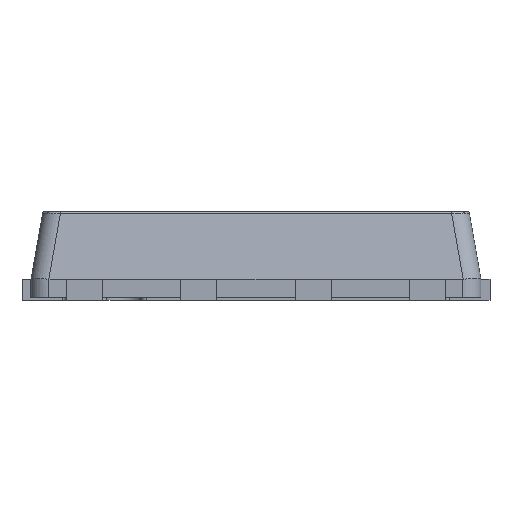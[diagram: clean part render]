
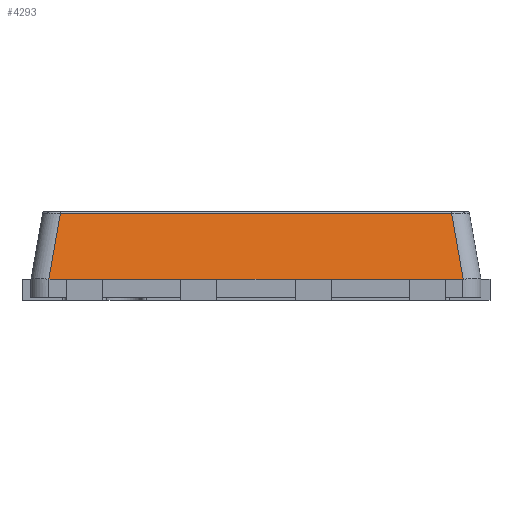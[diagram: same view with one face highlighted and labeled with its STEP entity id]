
A CAD part, front view. The second image highlights one B-rep face of the part: STEP entity #4293.
In plain terms, the highlighted planar face has unit normal (0, -0.985, 0.174).
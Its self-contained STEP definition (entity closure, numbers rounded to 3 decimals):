
#96=ELLIPSE('',#4615,1.152,0.2);
#97=ELLIPSE('',#4616,1.152,0.2);
#462=FACE_OUTER_BOUND('',#689,.T.);
#689=EDGE_LOOP('',(#3618,#3619,#3620,#3621,#3622,#3623,#3624,#3625,#3626,
#3627,#3628,#3629,#3630,#3631));
#1021=LINE('',#7401,#1467);
#1023=LINE('',#7406,#1469);
#1027=LINE('',#7415,#1473);
#1031=LINE('',#7424,#1477);
#1104=LINE('',#7625,#1550);
#1121=LINE('',#7663,#1567);
#1122=LINE('',#7665,#1568);
#1123=LINE('',#7667,#1569);
#1124=LINE('',#7669,#1570);
#1125=LINE('',#7670,#1571);
#1126=LINE('',#7671,#1572);
#1127=LINE('',#7672,#1573);
#1467=VECTOR('',#5319,1000.);
#1469=VECTOR('',#5323,1000.);
#1473=VECTOR('',#5329,1000.);
#1477=VECTOR('',#5335,1000.);
#1550=VECTOR('',#5492,1000.);
#1567=VECTOR('',#5527,1000.);
#1568=VECTOR('',#5528,1000.);
#1569=VECTOR('',#5529,1000.);
#1570=VECTOR('',#5532,1000.);
#1571=VECTOR('',#5533,1000.);
#1572=VECTOR('',#5534,1000.);
#1573=VECTOR('',#5535,1000.);
#1810=VERTEX_POINT('',#6337);
#1959=VERTEX_POINT('',#7398);
#1960=VERTEX_POINT('',#7400);
#1961=VERTEX_POINT('',#7404);
#1962=VERTEX_POINT('',#7405);
#1965=VERTEX_POINT('',#7413);
#1966=VERTEX_POINT('',#7414);
#1969=VERTEX_POINT('',#7422);
#1970=VERTEX_POINT('',#7423);
#2055=VERTEX_POINT('',#7623);
#2056=VERTEX_POINT('',#7624);
#2068=VERTEX_POINT('',#7662);
#2069=VERTEX_POINT('',#7664);
#2070=VERTEX_POINT('',#7666);
#2490=EDGE_CURVE('',#1960,#1959,#1021,.T.);
#2492=EDGE_CURVE('',#1961,#1962,#1023,.T.);
#2496=EDGE_CURVE('',#1965,#1966,#1027,.T.);
#2500=EDGE_CURVE('',#1969,#1970,#1031,.T.);
#2598=EDGE_CURVE('',#2055,#2056,#1104,.T.);
#2619=EDGE_CURVE('',#2068,#1810,#1121,.T.);
#2620=EDGE_CURVE('',#1810,#2069,#1122,.T.);
#2621=EDGE_CURVE('',#2069,#2070,#1123,.T.);
#2622=EDGE_CURVE('',#2070,#1960,#96,.T.);
#2623=EDGE_CURVE('',#1959,#1961,#1124,.T.);
#2624=EDGE_CURVE('',#1962,#1965,#1125,.T.);
#2625=EDGE_CURVE('',#1966,#1969,#1126,.T.);
#2626=EDGE_CURVE('',#1970,#2055,#1127,.T.);
#2627=EDGE_CURVE('',#2056,#2068,#97,.T.);
#3618=ORIENTED_EDGE('',*,*,#2619,.T.);
#3619=ORIENTED_EDGE('',*,*,#2620,.T.);
#3620=ORIENTED_EDGE('',*,*,#2621,.T.);
#3621=ORIENTED_EDGE('',*,*,#2622,.T.);
#3622=ORIENTED_EDGE('',*,*,#2490,.T.);
#3623=ORIENTED_EDGE('',*,*,#2623,.T.);
#3624=ORIENTED_EDGE('',*,*,#2492,.T.);
#3625=ORIENTED_EDGE('',*,*,#2624,.T.);
#3626=ORIENTED_EDGE('',*,*,#2496,.T.);
#3627=ORIENTED_EDGE('',*,*,#2625,.T.);
#3628=ORIENTED_EDGE('',*,*,#2500,.T.);
#3629=ORIENTED_EDGE('',*,*,#2626,.T.);
#3630=ORIENTED_EDGE('',*,*,#2598,.T.);
#3631=ORIENTED_EDGE('',*,*,#2627,.T.);
#4124=PLANE('',#4614);
#4293=ADVANCED_FACE('',(#462),#4124,.T.);
#4614=AXIS2_PLACEMENT_3D('',#7661,#5525,#5526);
#4615=AXIS2_PLACEMENT_3D('',#7668,#5530,#5531);
#4616=AXIS2_PLACEMENT_3D('',#7673,#5536,#5537);
#5319=DIRECTION('',(1.,0.,0.));
#5323=DIRECTION('',(1.,0.,0.));
#5329=DIRECTION('',(1.,0.,0.));
#5335=DIRECTION('',(1.,0.,0.));
#5492=DIRECTION('',(1.,0.,0.));
#5525=DIRECTION('center_axis',(0.,-0.985,
0.174));
#5526=DIRECTION('ref_axis',(0.,-0.174,-0.985));
#5527=DIRECTION('',(-0.171,0.171,0.97));
#5528=DIRECTION('',(-1.,0.,0.));
#5529=DIRECTION('',(-0.171,-0.171,-0.97));
#5530=DIRECTION('center_axis',(0.,-0.985,
0.174));
#5531=DIRECTION('ref_axis',(0.,-0.174,-0.985));
#5532=DIRECTION('',(1.,0.,0.));
#5533=DIRECTION('',(1.,0.,0.));
#5534=DIRECTION('',(1.,0.,0.));
#5535=DIRECTION('',(1.,0.,0.));
#5536=DIRECTION('center_axis',(0.,-0.985,
0.174));
#5537=DIRECTION('ref_axis',(0.,-0.174,-0.985));
#6337=CARTESIAN_POINT('',(2.174,-2.871,0.933));
#7398=CARTESIAN_POINT('',(-2.105,-3.,0.2));
#7400=CARTESIAN_POINT('',(-2.3,-3.,0.2));
#7401=CARTESIAN_POINT('',(2.5,-3.,0.2));
#7404=CARTESIAN_POINT('',(-1.705,-3.,0.2));
#7405=CARTESIAN_POINT('',(-0.835,-3.,0.2));
#7406=CARTESIAN_POINT('',(2.5,-3.,0.2));
#7413=CARTESIAN_POINT('',(-0.435,-3.,0.2));
#7414=CARTESIAN_POINT('',(0.435,-3.,0.2));
#7415=CARTESIAN_POINT('',(2.5,-3.,0.2));
#7422=CARTESIAN_POINT('',(0.835,-3.,0.2));
#7423=CARTESIAN_POINT('',(1.705,-3.,0.2));
#7424=CARTESIAN_POINT('',(2.5,-3.,0.2));
#7623=CARTESIAN_POINT('',(2.105,-3.,0.2));
#7624=CARTESIAN_POINT('',(2.3,-3.,0.2));
#7625=CARTESIAN_POINT('',(2.5,-3.,0.2));
#7661=CARTESIAN_POINT('Origin',(-2.5,-3.,0.2));
#7662=CARTESIAN_POINT('',(2.303,-3.,0.2));
#7663=CARTESIAN_POINT('',(2.162,-2.859,0.997));
#7664=CARTESIAN_POINT('',(-2.174,-2.871,0.933));
#7665=CARTESIAN_POINT('',(-2.171,-2.871,0.933));
#7666=CARTESIAN_POINT('',(-2.303,-3.,0.2));
#7667=CARTESIAN_POINT('',(-2.309,-3.006,0.167));
#7668=CARTESIAN_POINT('Origin',(-2.3,-2.8,1.334));
#7669=CARTESIAN_POINT('',(2.5,-3.,0.2));
#7670=CARTESIAN_POINT('',(2.5,-3.,0.2));
#7671=CARTESIAN_POINT('',(2.5,-3.,0.2));
#7672=CARTESIAN_POINT('',(2.5,-3.,0.2));
#7673=CARTESIAN_POINT('Origin',(2.3,-2.8,1.334));
